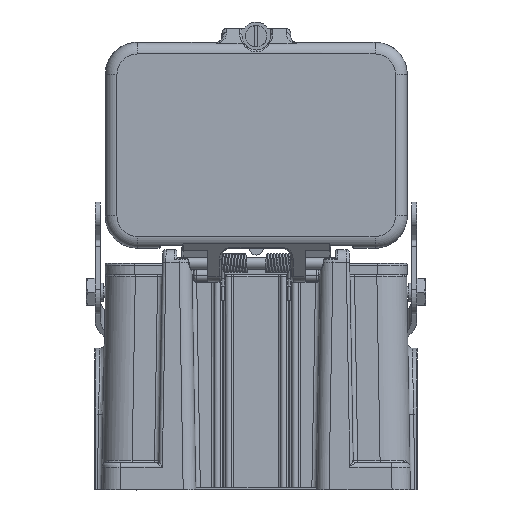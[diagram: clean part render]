
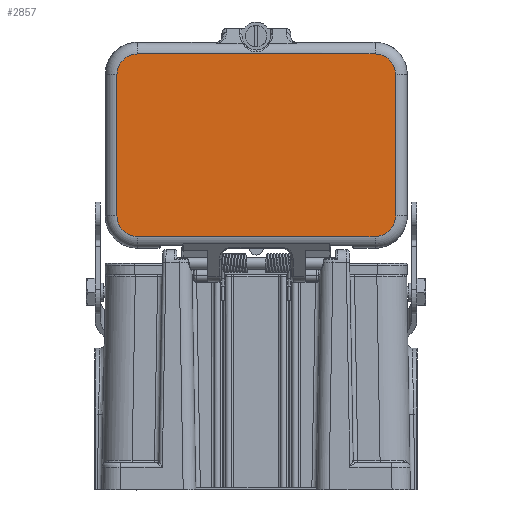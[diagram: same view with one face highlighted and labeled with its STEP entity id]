
A CAD part, front view. The second image highlights one B-rep face of the part: STEP entity #2857.
In plain terms, the highlighted face is planar.
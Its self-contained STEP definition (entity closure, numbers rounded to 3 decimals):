
#1211=PLANE('',#19152);
#2857=ADVANCED_FACE('NONE',(#4188),#1211,.T.);
#4188=FACE_OUTER_BOUND('',#5336,.T.);
#5336=EDGE_LOOP('',(#12589,#12590,#12591,#12592,#12593,#12594,#12595,#12596));
#6469=LINE('',#42599,#7606);
#6470=LINE('',#42617,#7607);
#6471=LINE('',#42635,#7608);
#6472=LINE('',#42646,#7609);
#7606=VECTOR('',#23918,1.);
#7607=VECTOR('',#23925,1.);
#7608=VECTOR('',#23932,1.);
#7609=VECTOR('',#23939,1.);
#12589=ORIENTED_EDGE('',*,*,#16682,.F.);
#12590=ORIENTED_EDGE('',*,*,#16683,.F.);
#12591=ORIENTED_EDGE('',*,*,#16670,.F.);
#12592=ORIENTED_EDGE('',*,*,#16672,.F.);
#12593=ORIENTED_EDGE('',*,*,#16674,.F.);
#12594=ORIENTED_EDGE('',*,*,#16676,.F.);
#12595=ORIENTED_EDGE('',*,*,#16678,.F.);
#12596=ORIENTED_EDGE('',*,*,#16680,.F.);
#14178=VERTEX_POINT('',#42582);
#14179=VERTEX_POINT('',#42589);
#14180=VERTEX_POINT('',#42598);
#14181=VERTEX_POINT('',#42607);
#14182=VERTEX_POINT('',#42616);
#14183=VERTEX_POINT('',#42625);
#14184=VERTEX_POINT('',#42634);
#14185=VERTEX_POINT('',#42643);
#16670=EDGE_CURVE('',#14179,#14178,#17319,.T.);
#16672=EDGE_CURVE('',#14180,#14179,#6469,.T.);
#16674=EDGE_CURVE('',#14181,#14180,#17320,.T.);
#16676=EDGE_CURVE('',#14182,#14181,#6470,.T.);
#16678=EDGE_CURVE('',#14183,#14182,#17321,.T.);
#16680=EDGE_CURVE('',#14184,#14183,#6471,.T.);
#16682=EDGE_CURVE('',#14185,#14184,#17322,.T.);
#16683=EDGE_CURVE('',#14178,#14185,#6472,.T.);
#17319=CIRCLE('',#19140,8.999);
#17320=CIRCLE('',#19143,8.999);
#17321=CIRCLE('',#19146,8.999);
#17322=CIRCLE('',#19149,8.999);
#19140=AXIS2_PLACEMENT_3D('',#42590,#23914,#23915);
#19143=AXIS2_PLACEMENT_3D('',#42608,#23921,#23922);
#19146=AXIS2_PLACEMENT_3D('',#42626,#23928,#23929);
#19149=AXIS2_PLACEMENT_3D('',#42644,#23935,#23936);
#19152=AXIS2_PLACEMENT_3D('',#42648,#23942,#23943);
#23914=DIRECTION('',(0.,-1.,0.));
#23915=DIRECTION('',(0.,0.,1.));
#23918=DIRECTION('',(0.,0.,1.));
#23921=DIRECTION('',(0.,-1.,0.));
#23922=DIRECTION('',(-1.,0.,0.));
#23925=DIRECTION('',(1.,0.,0.));
#23928=DIRECTION('',(0.,-1.,0.));
#23929=DIRECTION('',(0.,0.,1.));
#23932=DIRECTION('',(0.,0.,-1.));
#23935=DIRECTION('',(0.,-1.,0.));
#23936=DIRECTION('',(-1.,0.,0.));
#23939=DIRECTION('',(-1.,0.,0.));
#23942=DIRECTION('',(0.,1.,0.));
#23943=DIRECTION('',(0.,0.,1.));
#42582=CARTESIAN_POINT('',(209.587,17.035,255.977));
#42589=CARTESIAN_POINT('',(218.586,17.035,246.977));
#42590=CARTESIAN_POINT('',(209.587,17.035,246.977));
#42598=CARTESIAN_POINT('',(218.586,17.035,185.204));
#42599=CARTESIAN_POINT('',(218.586,17.035,216.091));
#42607=CARTESIAN_POINT('',(209.587,17.035,176.204));
#42608=CARTESIAN_POINT('',(209.587,17.035,185.204));
#42616=CARTESIAN_POINT('',(105.813,17.035,176.204));
#42617=CARTESIAN_POINT('',(157.7,17.035,176.204));
#42625=CARTESIAN_POINT('',(96.814,17.035,185.204));
#42626=CARTESIAN_POINT('',(105.813,17.035,185.204));
#42634=CARTESIAN_POINT('',(96.814,17.035,246.977));
#42635=CARTESIAN_POINT('',(96.814,17.035,216.091));
#42643=CARTESIAN_POINT('',(105.813,17.035,255.977));
#42644=CARTESIAN_POINT('',(105.813,17.035,246.977));
#42646=CARTESIAN_POINT('',(157.7,17.035,255.977));
#42648=CARTESIAN_POINT('',(157.7,17.035,216.091));
